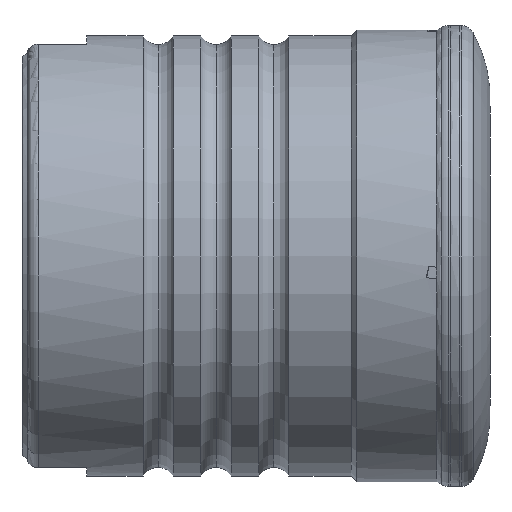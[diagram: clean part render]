
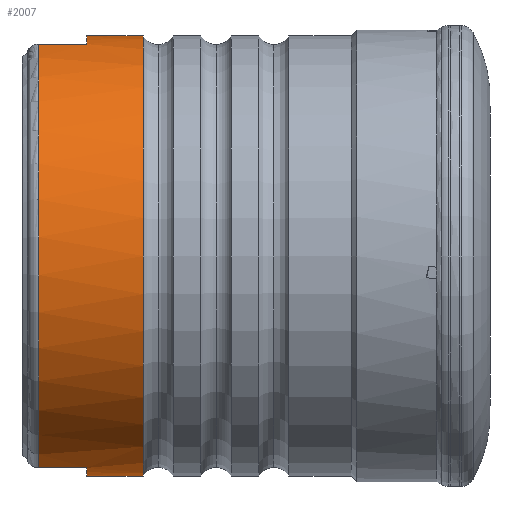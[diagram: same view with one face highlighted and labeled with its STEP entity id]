
A CAD part, front view. The second image highlights one B-rep face of the part: STEP entity #2007.
In plain terms, the highlighted cylindrical face has radius 19 mm (diameter 38 mm), a partial arc.
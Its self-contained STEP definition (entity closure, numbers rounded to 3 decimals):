
#26 = EDGE_CURVE ( 'NONE', #113, #132, #2746, .T. ) ;
#28 = EDGE_CURVE ( 'NONE', #159, #1395, #706, .T. ) ;
#33 = EDGE_CURVE ( 'NONE', #132, #1395, #710, .T. ) ;
#113 = VERTEX_POINT ( 'NONE', #3250 ) ;
#132 = VERTEX_POINT ( 'NONE', #3275 ) ;
#159 = VERTEX_POINT ( 'NONE', #3302 ) ;
#172 = VERTEX_POINT ( 'NONE', #3315 ) ;
#333 = CARTESIAN_POINT ( 'NONE',  ( -37.92, 0., 0. ) ) ;
#334 = DIRECTION ( 'NONE',  ( 1., 0., 0. ) ) ;
#335 = DIRECTION ( 'NONE',  ( 0., 0., -1. ) ) ;
#346 = CARTESIAN_POINT ( 'NONE',  ( -33.77, 0., 0. ) ) ;
#351 = DIRECTION ( 'NONE',  ( -1., 0., 0. ) ) ;
#352 = DIRECTION ( 'NONE',  ( 0., 0., -1. ) ) ;
#357 = CARTESIAN_POINT ( 'NONE',  ( 0., -5.154, -18.288 ) ) ;
#358 = DIRECTION ( 'NONE',  ( 1., 0., 0. ) ) ;
#381 = CARTESIAN_POINT ( 'NONE',  ( 0., -5.154, 18.288 ) ) ;
#382 = DIRECTION ( 'NONE',  ( -1., 0., 0. ) ) ;
#391 = CARTESIAN_POINT ( 'NONE',  ( -33.77, 0., 0. ) ) ;
#392 = DIRECTION ( 'NONE',  ( -1., 0., 0. ) ) ;
#393 = DIRECTION ( 'NONE',  ( 0., 0., -1. ) ) ;
#706 = LINE ( 'NONE', #922, #726 ) ;
#710 = CIRCLE ( 'NONE', #1911, 19. ) ;
#715 = VECTOR ( 'NONE', #1167, 1000. ) ;
#726 = VECTOR ( 'NONE', #944, 1000. ) ;
#922 = CARTESIAN_POINT ( 'NONE',  ( 0., 0., -19. ) ) ;
#944 = DIRECTION ( 'NONE',  ( 1., 0., 0. ) ) ;
#948 = CARTESIAN_POINT ( 'NONE',  ( 0., 0., 19. ) ) ;
#1043 = DIRECTION ( 'NONE',  ( 0., 0., -1. ) ) ;
#1052 = VERTEX_POINT ( 'NONE', #2943 ) ;
#1055 = CARTESIAN_POINT ( 'NONE',  ( -28.92, 0., 0. ) ) ;
#1167 = DIRECTION ( 'NONE',  ( 1., 0., 0. ) ) ;
#1174 = DIRECTION ( 'NONE',  ( 1., 0., 0. ) ) ;
#1196 = CIRCLE ( 'NONE', #1522, 19. ) ;
#1288 = CIRCLE ( 'NONE', #1533, 19. ) ;
#1318 = CIRCLE ( 'NONE', #1528, 19. ) ;
#1323 = LINE ( 'NONE', #357, #1331 ) ;
#1330 = LINE ( 'NONE', #381, #1336 ) ;
#1331 = VECTOR ( 'NONE', #358, 1000. ) ;
#1336 = VECTOR ( 'NONE', #382, 1000. ) ;
#1372 = FACE_OUTER_BOUND ( 'NONE', #2512, .T. ) ;
#1374 = CYLINDRICAL_SURFACE ( 'NONE', #1664, 19. ) ;
#1395 = VERTEX_POINT ( 'NONE', #3035 ) ;
#1522 = AXIS2_PLACEMENT_3D ( 'NONE', #333, #334, #335 ) ;
#1528 = AXIS2_PLACEMENT_3D ( 'NONE', #346, #351, #352 ) ;
#1533 = AXIS2_PLACEMENT_3D ( 'NONE', #391, #392, #393 ) ;
#1664 = AXIS2_PLACEMENT_3D ( 'NONE', #3914, #3913, #3902 ) ;
#1731 = EDGE_CURVE ( 'NONE', #1052, #2028, #1196, .T. ) ;
#1736 = EDGE_CURVE ( 'NONE', #2029, #113, #1318, .T. ) ;
#1738 = EDGE_CURVE ( 'NONE', #2028, #172, #1323, .T. ) ;
#1745 = EDGE_CURVE ( 'NONE', #2029, #1052, #1330, .T. ) ;
#1748 = EDGE_CURVE ( 'NONE', #159, #172, #1288, .T. ) ;
#1911 = AXIS2_PLACEMENT_3D ( 'NONE', #1055, #1174, #1043 ) ;
#2007 = ADVANCED_FACE ( 'NONE', ( #1372 ), #1374, .T. ) ;
#2028 = VERTEX_POINT ( 'NONE', #3934 ) ;
#2029 = VERTEX_POINT ( 'NONE', #3935 ) ;
#2078 = ORIENTED_EDGE ( 'NONE', *, *, #1736, .F. ) ;
#2082 = ORIENTED_EDGE ( 'NONE', *, *, #1748, .F. ) ;
#2104 = ORIENTED_EDGE ( 'NONE', *, *, #1731, .T. ) ;
#2141 = ORIENTED_EDGE ( 'NONE', *, *, #1745, .T. ) ;
#2185 = ORIENTED_EDGE ( 'NONE', *, *, #26, .F. ) ;
#2207 = ORIENTED_EDGE ( 'NONE', *, *, #33, .F. ) ;
#2232 = ORIENTED_EDGE ( 'NONE', *, *, #1738, .T. ) ;
#2275 = ORIENTED_EDGE ( 'NONE', *, *, #28, .T. ) ;
#2512 = EDGE_LOOP ( 'NONE', ( #2185, #2078, #2141, #2104, #2232, #2082, #2275, #2207 ) ) ;
#2746 = LINE ( 'NONE', #948, #715 ) ;
#2943 = CARTESIAN_POINT ( 'NONE',  ( -37.92, -5.154, 18.288 ) ) ;
#3035 = CARTESIAN_POINT ( 'NONE',  ( -28.92, 0., -19. ) ) ;
#3250 = CARTESIAN_POINT ( 'NONE',  ( -33.77, 0., 19. ) ) ;
#3275 = CARTESIAN_POINT ( 'NONE',  ( -28.92, 0., 19. ) ) ;
#3302 = CARTESIAN_POINT ( 'NONE',  ( -33.77, 0., -19. ) ) ;
#3315 = CARTESIAN_POINT ( 'NONE',  ( -33.77, -5.154, -18.288 ) ) ;
#3902 = DIRECTION ( 'NONE',  ( 0., 0., -1. ) ) ;
#3913 = DIRECTION ( 'NONE',  ( 1., 0., 0. ) ) ;
#3914 = CARTESIAN_POINT ( 'NONE',  ( 0., 0., 0. ) ) ;
#3934 = CARTESIAN_POINT ( 'NONE',  ( -37.92, -5.154, -18.288 ) ) ;
#3935 = CARTESIAN_POINT ( 'NONE',  ( -33.77, -5.154, 18.288 ) ) ;
